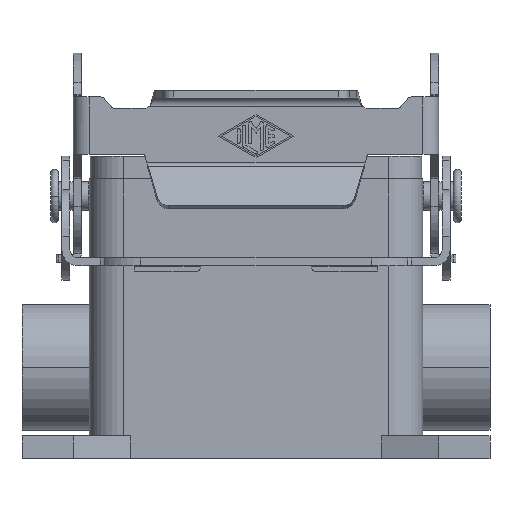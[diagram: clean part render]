
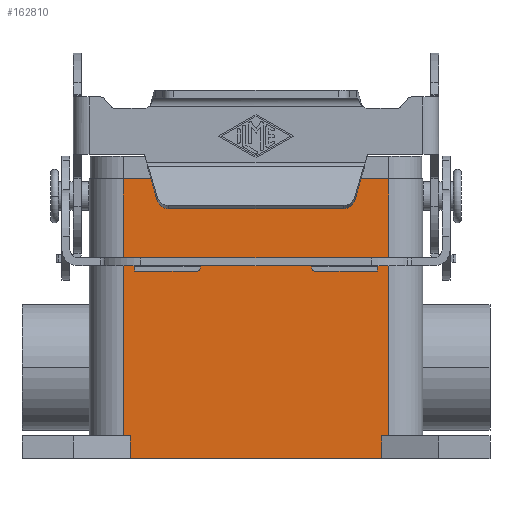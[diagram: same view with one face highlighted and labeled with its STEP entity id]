
A CAD part, front view. The second image highlights one B-rep face of the part: STEP entity #162810.
In plain terms, the highlighted planar face has unit normal (0, -1, 0).
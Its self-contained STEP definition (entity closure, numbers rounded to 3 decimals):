
#94460=CARTESIAN_POINT('',(23.25,-22.25,3.));
#94470=VERTEX_POINT('',#94460);
#94500=CARTESIAN_POINT('',(23.25,-22.25,3.));
#94510=DIRECTION('',(-1.,0.,0.));
#94520=VECTOR('',#94510,46.5);
#94530=LINE('',#94500,#94520);
#94540=CARTESIAN_POINT('',(-23.25,-22.25,3.));
#94550=VERTEX_POINT('',#94540);
#94560=EDGE_CURVE('',#94470,#94550,#94530,.T.);
#161420=CARTESIAN_POINT('',(22.,-22.25,-42.));
#161430=VERTEX_POINT('',#161420);
#161460=CARTESIAN_POINT('',(23.25,-22.25,-42.));
#161470=DIRECTION('',(-1.,0.,0.));
#161480=VECTOR('',#161470,1.25);
#161490=LINE('',#161460,#161480);
#161500=CARTESIAN_POINT('',(23.25,-22.25,-42.));
#161510=VERTEX_POINT('',#161500);
#161520=EDGE_CURVE('',#161510,#161430,#161490,.T.);
#162140=CARTESIAN_POINT('',(23.25,-22.25,-42.));
#162150=DIRECTION('',(0.,0.,1.));
#162160=VECTOR('',#162150,45.);
#162170=LINE('',#162140,#162160);
#162180=EDGE_CURVE('',#161510,#94470,#162170,.T.);
#162330=CARTESIAN_POINT('',(22.,-22.25,-46.));
#162340=DIRECTION('',(0.,-1.,0.));
#162350=DIRECTION('',(0.,0.,-1.));
#162360=AXIS2_PLACEMENT_3D('',#162330,#162340,#162350);
#162370=PLANE('',#162360);
#162380=CARTESIAN_POINT('',(-22.,-22.25,-42.));
#162390=DIRECTION('',(-1.,0.,0.));
#162400=VECTOR('',#162390,1.25);
#162410=LINE('',#162380,#162400);
#162420=CARTESIAN_POINT('',(-22.,-22.25,-42.));
#162430=VERTEX_POINT('',#162420);
#162440=CARTESIAN_POINT('',(-23.25,-22.25,-42.));
#162450=VERTEX_POINT('',#162440);
#162460=EDGE_CURVE('',#162430,#162450,#162410,.T.);
#162470=ORIENTED_EDGE('',*,*,#162460,.F.);
#162480=CARTESIAN_POINT('',(-23.25,-22.25,-42.));
#162490=DIRECTION('',(0.,0.,1.));
#162500=VECTOR('',#162490,45.);
#162510=LINE('',#162480,#162500);
#162520=EDGE_CURVE('',#162450,#94550,#162510,.T.);
#162530=ORIENTED_EDGE('',*,*,#162520,.F.);
#162540=ORIENTED_EDGE('',*,*,#94560,.T.);
#162550=ORIENTED_EDGE('',*,*,#162180,.T.);
#162560=ORIENTED_EDGE('',*,*,#161520,.F.);
#162570=CARTESIAN_POINT('',(22.,-22.25,-46.));
#162580=DIRECTION('',(0.,0.,1.));
#162590=VECTOR('',#162580,4.);
#162600=LINE('',#162570,#162590);
#162610=CARTESIAN_POINT('',(22.,-22.25,-46.));
#162620=VERTEX_POINT('',#162610);
#162630=EDGE_CURVE('',#162620,#161430,#162600,.T.);
#162640=ORIENTED_EDGE('',*,*,#162630,.T.);
#162650=CARTESIAN_POINT('',(22.,-22.25,-46.));
#162660=DIRECTION('',(-1.,0.,0.));
#162670=VECTOR('',#162660,44.);
#162680=LINE('',#162650,#162670);
#162690=CARTESIAN_POINT('',(-22.,-22.25,-46.));
#162700=VERTEX_POINT('',#162690);
#162710=EDGE_CURVE('',#162620,#162700,#162680,.T.);
#162720=ORIENTED_EDGE('',*,*,#162710,.F.);
#162730=CARTESIAN_POINT('',(-22.,-22.25,-46.));
#162740=DIRECTION('',(0.,0.,1.));
#162750=VECTOR('',#162740,4.);
#162760=LINE('',#162730,#162750);
#162770=EDGE_CURVE('',#162700,#162430,#162760,.T.);
#162780=ORIENTED_EDGE('',*,*,#162770,.F.);
#162790=EDGE_LOOP('',(#162780,#162720,#162640,#162560,#162550,#162540,
#162530,#162470));
#162800=FACE_OUTER_BOUND('',#162790,.T.);
#162810=ADVANCED_FACE('',(#162800),#162370,.T.);
